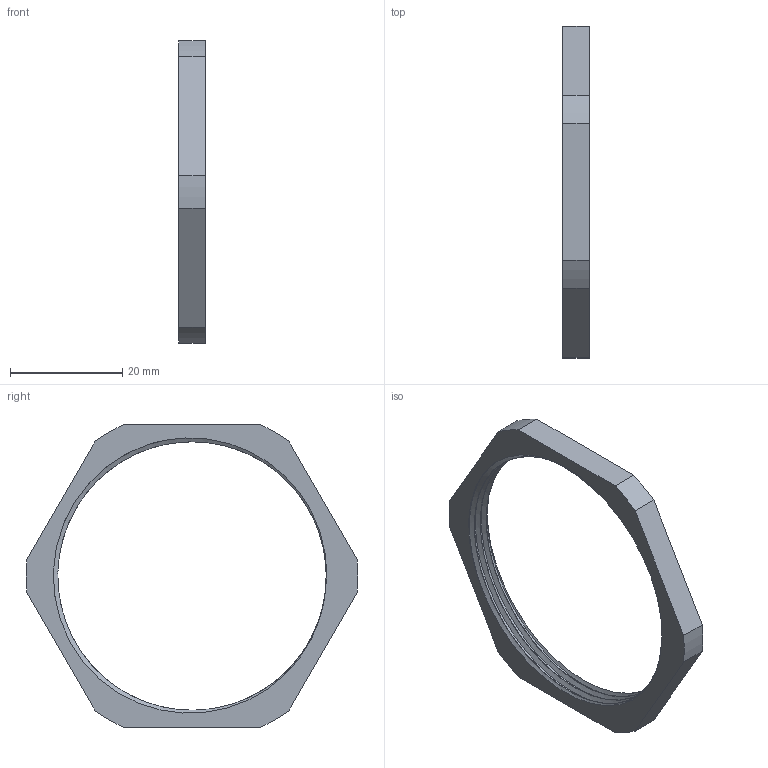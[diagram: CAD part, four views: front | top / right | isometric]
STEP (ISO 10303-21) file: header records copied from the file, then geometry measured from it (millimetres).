
FILE_DESCRIPTION(/* description */ ('GGM M 50'),/* implementation_level */ '2;1');
FILE_NAME(/* name */ '00225099-RST.stp',/* time_stamp */ '2022-01-12T15:02:04+01:00',/* author */ ('sl'),/* organization */ (''),/* preprocessor_version */ 'ST-DEVELOPER v16.5',/* originating_system */ 'Autodesk Inventor 2017',/* authorisation */ '');
FILE_SCHEMA (('AUTOMOTIVE_DESIGN { 1 0 10303 214 3 1 1 }'));
Length unit declared in the file: millimetre
Products named in the file (1): 00225099
Bounding box: 4.7 x 59.26 x 54 mm (x, y, z)
Volume: 2882.4 mm3; surface area: 3202.6 mm2
Topology: 1 solids, 1 shells, 18 faces, 48 edges, 32 vertices
Faces by surface type: cylinder 8, plane 8, bspline 2
Entity records: 1338 total; most frequent: CARTESIAN_POINT 857, ORIENTED_EDGE 96, DIRECTION 90, EDGE_CURVE 48, AXIS2_PLACEMENT_3D 33, VERTEX_POINT 32, LINE 24, VECTOR 24
